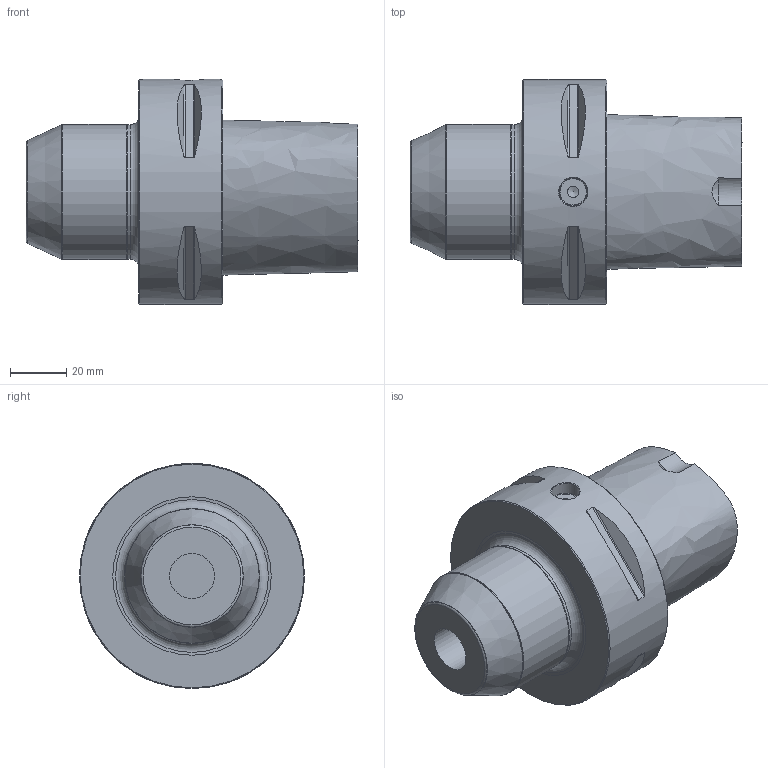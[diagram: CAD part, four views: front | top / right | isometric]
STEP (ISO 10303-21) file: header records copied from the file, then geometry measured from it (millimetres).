
FILE_DESCRIPTION(/* description */ (''),/* implementation_level */ '2;1');
FILE_NAME(/* name */ 'AC8-EM-16-070.stp',/* time_stamp */ '2024-12-18T12:07:39+03:00',/* author */ (''),/* organization */ (''),/* preprocessor_version */ 'ST-DEVELOPER v19.4',/* originating_system */ 'SIEMENS PLM Software NX2306.3001',/* authorisation */ '');
FILE_SCHEMA (('AUTOMOTIVE_DESIGN { 1 0 10303 214 3 1 1 1 }'));
Length unit declared in the file: millimetre
Products named in the file (1): AC8-EM-16-070-light
Bounding box: 118 x 80 x 80 mm (x, y, z)
Volume: 313880.3 mm3; surface area: 33381.1 mm2
Topology: 1 solids, 1 shells, 49 faces, 108 edges, 68 vertices
Faces by surface type: plane 18, cylinder 15, cone 10, torus 4, bspline 2
Full cylindrical faces by diameter (mm): 4 x1, 10 x1, 16 x1, 47.8 x1, 48 x1, 80 x1
Entity records: 2115 total; most frequent: CARTESIAN_POINT 1166, DIRECTION 184, ORIENTED_EDGE 158, AXIS2_PLACEMENT_3D 80, EDGE_CURVE 79, EDGE_LOOP 78, VERTEX_POINT 62, FACE_BOUND 55
